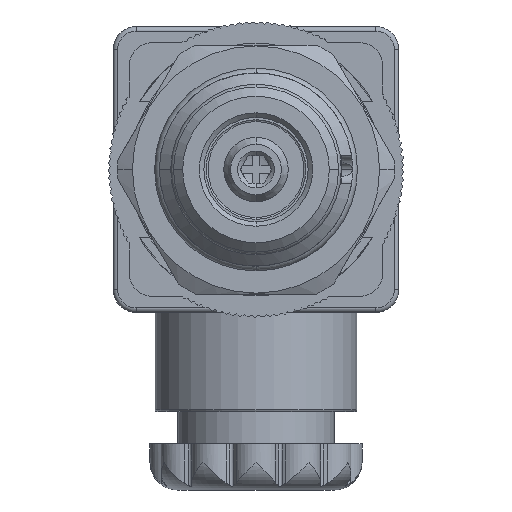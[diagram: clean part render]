
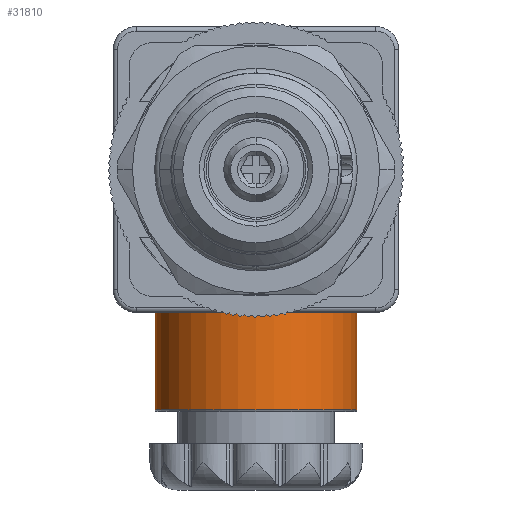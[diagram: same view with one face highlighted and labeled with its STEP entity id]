
A CAD part, front view. The second image highlights one B-rep face of the part: STEP entity #31810.
In plain terms, the highlighted cylindrical face has radius 10.95 mm (diameter 21.9 mm), a partial arc.
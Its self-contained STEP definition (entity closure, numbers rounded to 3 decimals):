
#1942 = DIRECTION ( 'NONE',  ( 0., 0., 1. ) ) ;
#2304 = EDGE_CURVE ( 'NONE', #19557, #10497, #26830, .T. ) ;
#2863 = DIRECTION ( 'NONE',  ( 1., 0., 0. ) ) ;
#2966 = DIRECTION ( 'NONE',  ( -1., 0., 0. ) ) ;
#4374 = AXIS2_PLACEMENT_3D ( 'NONE', #31465, #14157, #34219 ) ;
#4963 = ORIENTED_EDGE ( 'NONE', *, *, #28035, .F. ) ;
#5250 = EDGE_CURVE ( 'NONE', #10497, #23976, #33084, .T. ) ;
#6727 = CIRCLE ( 'NONE', #4374, 10.95 ) ;
#8340 = CARTESIAN_POINT ( 'NONE',  ( 0., 54.65, -26.25 ) ) ;
#9074 = CARTESIAN_POINT ( 'NONE',  ( -10.95, 54.65, -13.95 ) ) ;
#10497 = VERTEX_POINT ( 'NONE', #30241 ) ;
#10991 = DIRECTION ( 'NONE',  ( 0., 0., 1. ) ) ;
#11232 = CYLINDRICAL_SURFACE ( 'NONE', #24565, 10.95 ) ;
#11620 = FACE_OUTER_BOUND ( 'NONE', #26753, .T. ) ;
#12814 = VERTEX_POINT ( 'NONE', #9074 ) ;
#13739 = CARTESIAN_POINT ( 'NONE',  ( 10.95, 54.65, -26.25 ) ) ;
#14157 = DIRECTION ( 'NONE',  ( 0., 0., -1. ) ) ;
#14310 = VECTOR ( 'NONE', #35410, 1000. ) ;
#15336 = VECTOR ( 'NONE', #10991, 1000. ) ;
#16759 = DIRECTION ( 'NONE',  ( 0., 0., 1. ) ) ;
#17081 = ORIENTED_EDGE ( 'NONE', *, *, #2304, .T. ) ;
#19557 = VERTEX_POINT ( 'NONE', #33892 ) ;
#23976 = VERTEX_POINT ( 'NONE', #30495 ) ;
#24280 = CARTESIAN_POINT ( 'NONE',  ( 0., 54.65, -26.05 ) ) ;
#24349 = LINE ( 'NONE', #36134, #14310 ) ;
#24565 = AXIS2_PLACEMENT_3D ( 'NONE', #8340, #16759, #2863 ) ;
#26753 = EDGE_LOOP ( 'NONE', ( #4963, #17081, #33679, #29911 ) ) ;
#26830 = CIRCLE ( 'NONE', #27412, 10.95 ) ;
#27412 = AXIS2_PLACEMENT_3D ( 'NONE', #24280, #1942, #2966 ) ;
#28035 = EDGE_CURVE ( 'NONE', #19557, #12814, #24349, .T. ) ;
#28300 = EDGE_CURVE ( 'NONE', #23976, #12814, #6727, .T. ) ;
#29911 = ORIENTED_EDGE ( 'NONE', *, *, #28300, .T. ) ;
#30241 = CARTESIAN_POINT ( 'NONE',  ( 10.95, 54.65, -26.05 ) ) ;
#30495 = CARTESIAN_POINT ( 'NONE',  ( 10.95, 54.65, -13.95 ) ) ;
#31465 = CARTESIAN_POINT ( 'NONE',  ( 0., 54.65, -13.95 ) ) ;
#31810 = ADVANCED_FACE ( 'NONE', ( #11620 ), #11232, .T. ) ;
#33084 = LINE ( 'NONE', #13739, #15336 ) ;
#33679 = ORIENTED_EDGE ( 'NONE', *, *, #5250, .T. ) ;
#33892 = CARTESIAN_POINT ( 'NONE',  ( -10.95, 54.65, -26.05 ) ) ;
#34219 = DIRECTION ( 'NONE',  ( 1., 0., 0. ) ) ;
#35410 = DIRECTION ( 'NONE',  ( 0., 0., 1. ) ) ;
#36134 = CARTESIAN_POINT ( 'NONE',  ( -10.95, 54.65, -26.25 ) ) ;
